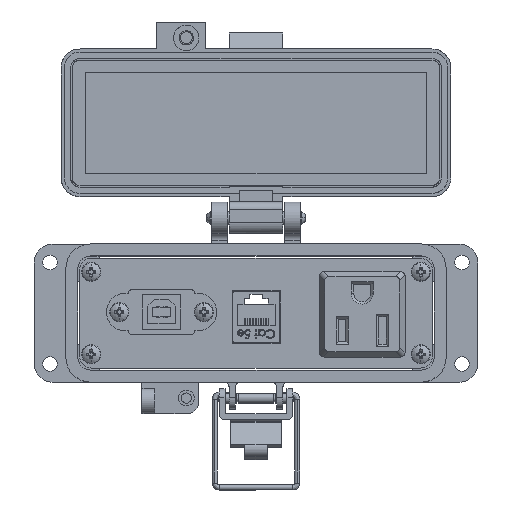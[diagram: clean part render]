
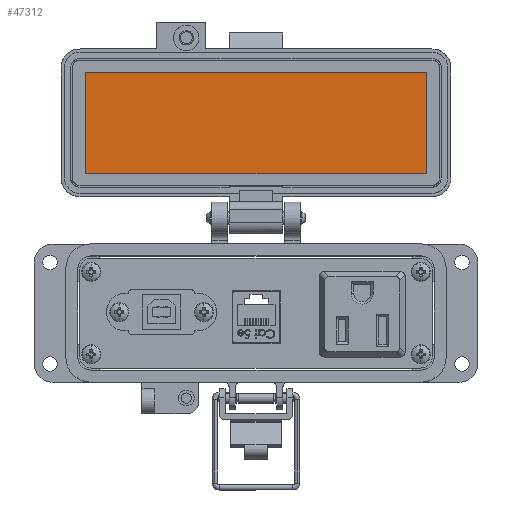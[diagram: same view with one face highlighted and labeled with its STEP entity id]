
A CAD part, top view. The second image highlights one B-rep face of the part: STEP entity #47312.
In plain terms, the highlighted planar face has unit normal (0, 0, 1).
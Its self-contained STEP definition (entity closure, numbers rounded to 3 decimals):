
#296 = LINE ( 'NONE', #72081, #80061 ) ;
#794 = DIRECTION ( 'NONE',  ( 0., -1., 0. ) ) ;
#1399 = LINE ( 'NONE', #13861, #60482 ) ;
#5853 = EDGE_LOOP ( 'NONE', ( #78558, #83513, #34265, #9861 ) ) ;
#6327 = DIRECTION ( 'NONE',  ( -1., 0., 0. ) ) ;
#6388 = LINE ( 'NONE', #32582, #15822 ) ;
#9861 = ORIENTED_EDGE ( 'NONE', *, *, #76944, .F. ) ;
#13861 = CARTESIAN_POINT ( 'NONE',  ( -53.75, 67.154, -25.55 ) ) ;
#15822 = VECTOR ( 'NONE', #794, 1000. ) ;
#19897 = DIRECTION ( 'NONE',  ( 0., 1., 0. ) ) ;
#20468 = DIRECTION ( 'NONE',  ( 1., 0., 0. ) ) ;
#21368 = CARTESIAN_POINT ( 'NONE',  ( 53.75, 51.154, -25.55 ) ) ;
#25074 = EDGE_CURVE ( 'NONE', #49337, #41837, #1399, .T. ) ;
#27528 = CARTESIAN_POINT ( 'NONE',  ( 53.75, 83.154, -25.55 ) ) ;
#28937 = EDGE_CURVE ( 'NONE', #83647, #49337, #296, .T. ) ;
#29948 = FACE_OUTER_BOUND ( 'NONE', #5853, .T. ) ;
#32471 = CARTESIAN_POINT ( 'NONE',  ( -53.75, 83.154, -25.55 ) ) ;
#32582 = CARTESIAN_POINT ( 'NONE',  ( 53.75, 67.154, -25.55 ) ) ;
#34265 = ORIENTED_EDGE ( 'NONE', *, *, #28937, .F. ) ;
#34601 = CARTESIAN_POINT ( 'NONE',  ( -8.5, 83.154, -25.55 ) ) ;
#41837 = VERTEX_POINT ( 'NONE', #32471 ) ;
#47312 = ADVANCED_FACE ( 'NONE', ( #29948 ), #76792, .T. ) ;
#49337 = VERTEX_POINT ( 'NONE', #62002 ) ;
#49741 = DIRECTION ( 'NONE',  ( 0., -1., 0. ) ) ;
#56180 = DIRECTION ( 'NONE',  ( 0., 0., 1. ) ) ;
#59554 = VECTOR ( 'NONE', #20468, 1000. ) ;
#59855 = VERTEX_POINT ( 'NONE', #27528 ) ;
#60482 = VECTOR ( 'NONE', #19897, 1000. ) ;
#61575 = AXIS2_PLACEMENT_3D ( 'NONE', #63457, #56180, #49741 ) ;
#62002 = CARTESIAN_POINT ( 'NONE',  ( -53.75, 51.154, -25.55 ) ) ;
#63457 = CARTESIAN_POINT ( 'NONE',  ( -8.5, 67.154, -25.55 ) ) ;
#67720 = LINE ( 'NONE', #34601, #59554 ) ;
#72081 = CARTESIAN_POINT ( 'NONE',  ( 42., 51.154, -25.55 ) ) ;
#73790 = EDGE_CURVE ( 'NONE', #41837, #59855, #67720, .T. ) ;
#76792 = PLANE ( 'NONE',  #61575 ) ;
#76944 = EDGE_CURVE ( 'NONE', #59855, #83647, #6388, .T. ) ;
#78558 = ORIENTED_EDGE ( 'NONE', *, *, #73790, .F. ) ;
#80061 = VECTOR ( 'NONE', #6327, 1000. ) ;
#83513 = ORIENTED_EDGE ( 'NONE', *, *, #25074, .F. ) ;
#83647 = VERTEX_POINT ( 'NONE', #21368 ) ;
